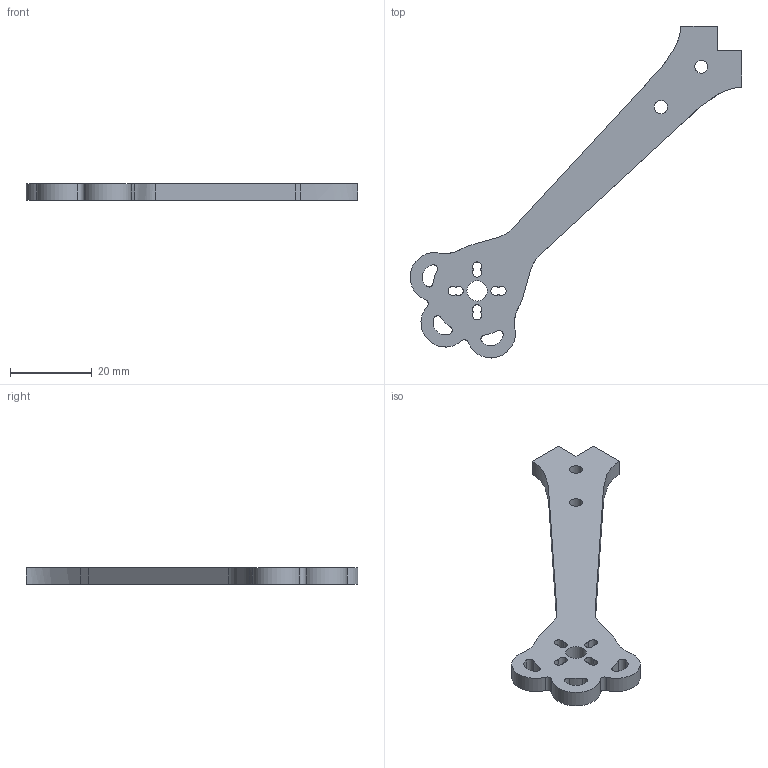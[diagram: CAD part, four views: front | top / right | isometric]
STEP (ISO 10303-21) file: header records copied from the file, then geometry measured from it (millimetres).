
FILE_DESCRIPTION(/* description */ (''),/* implementation_level */ '2;1');
FILE_NAME(/* name */ 'Arm.step',/* time_stamp */ '2025-07-16T23:56:06-07:00',/* author */ (''),/* organization */ (''),/* preprocessor_version */ 'ST-DEVELOPER v20.1',/* originating_system */ 'Autodesk Translation Framework v14.10.0.0',/* authorisation */ '');
FILE_SCHEMA (('AUTOMOTIVE_DESIGN { 1 0 10303 214 3 1 1 }'));
Length unit declared in the file: millimetre
Products named in the file (1): Arm
Bounding box: 81.46 x 81.46 x 4 mm (x, y, z)
Volume: 5635.7 mm3; surface area: 4357.9 mm2
Topology: 3 solids, 3 shells, 50 faces, 132 edges, 88 vertices
Faces by surface type: cylinder 28, plane 14, bspline 8
Full cylindrical faces by diameter (mm): 3.2 x2, 5 x1
Entity records: 1949 total; most frequent: CARTESIAN_POINT 655, ORIENTED_EDGE 264, DIRECTION 254, EDGE_CURVE 132, AXIS2_PLACEMENT_3D 99, VERTEX_POINT 88, EDGE_LOOP 70, LINE 56
